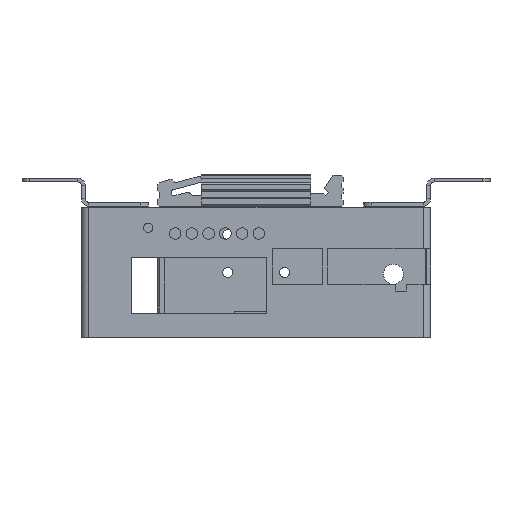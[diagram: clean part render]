
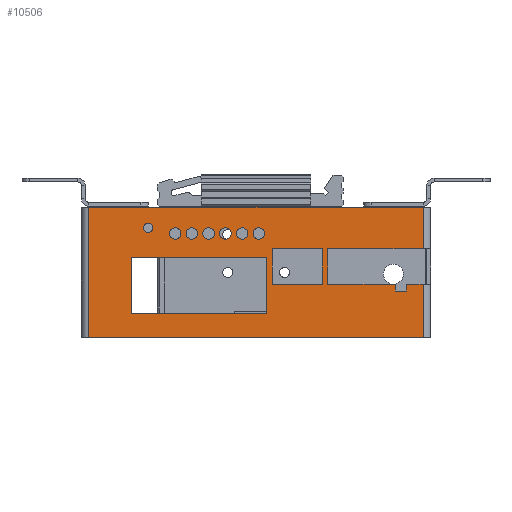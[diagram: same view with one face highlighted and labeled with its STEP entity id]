
A CAD part, front view. The second image highlights one B-rep face of the part: STEP entity #10506.
In plain terms, the highlighted planar face has unit normal (0, -1, 0).
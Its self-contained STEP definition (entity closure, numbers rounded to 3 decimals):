
#166=FACE_BOUND('',#1728,.T.);
#167=FACE_BOUND('',#1729,.T.);
#168=FACE_BOUND('',#1730,.T.);
#169=FACE_BOUND('',#1731,.T.);
#170=FACE_BOUND('',#1732,.T.);
#171=FACE_BOUND('',#1733,.T.);
#172=FACE_BOUND('',#1734,.T.);
#173=FACE_BOUND('',#1735,.T.);
#174=FACE_BOUND('',#1736,.T.);
#506=PLANE('',#11475);
#1062=FACE_OUTER_BOUND('',#1727,.T.);
#1727=EDGE_LOOP('',(#9420,#9421,#9422,#9423,#9424,#9425,#9426,#9427,#9428,
#9429,#9430,#9431));
#1728=EDGE_LOOP('',(#9432,#9433,#9434,#9435));
#1729=EDGE_LOOP('',(#9436,#9437,#9438,#9439));
#1730=EDGE_LOOP('',(#9440));
#1731=EDGE_LOOP('',(#9441));
#1732=EDGE_LOOP('',(#9442));
#1733=EDGE_LOOP('',(#9443));
#1734=EDGE_LOOP('',(#9444));
#1735=EDGE_LOOP('',(#9445));
#1736=EDGE_LOOP('',(#9446));
#2786=LINE('',#17216,#3882);
#2811=LINE('',#17275,#3907);
#2812=LINE('',#17276,#3908);
#2813=LINE('',#17278,#3909);
#2814=LINE('',#17280,#3910);
#2815=LINE('',#17282,#3911);
#2816=LINE('',#17284,#3912);
#2817=LINE('',#17286,#3913);
#2818=LINE('',#17288,#3914);
#2819=LINE('',#17290,#3915);
#2820=LINE('',#17292,#3916);
#2821=LINE('',#17293,#3917);
#2822=LINE('',#17296,#3918);
#2823=LINE('',#17298,#3919);
#2824=LINE('',#17300,#3920);
#2825=LINE('',#17301,#3921);
#2826=LINE('',#17304,#3922);
#2827=LINE('',#17306,#3923);
#2828=LINE('',#17308,#3924);
#2829=LINE('',#17309,#3925);
#3882=VECTOR('',#14214,1000.);
#3907=VECTOR('',#14255,1000.);
#3908=VECTOR('',#14256,1000.);
#3909=VECTOR('',#14257,1000.);
#3910=VECTOR('',#14258,1000.);
#3911=VECTOR('',#14259,1000.);
#3912=VECTOR('',#14260,1000.);
#3913=VECTOR('',#14261,1000.);
#3914=VECTOR('',#14262,1000.);
#3915=VECTOR('',#14263,1000.);
#3916=VECTOR('',#14264,1000.);
#3917=VECTOR('',#14265,1000.);
#3918=VECTOR('',#14266,1000.);
#3919=VECTOR('',#14267,1000.);
#3920=VECTOR('',#14268,1000.);
#3921=VECTOR('',#14269,1000.);
#3922=VECTOR('',#14270,1000.);
#3923=VECTOR('',#14271,1000.);
#3924=VECTOR('',#14272,1000.);
#3925=VECTOR('',#14273,1000.);
#4352=CIRCLE('',#11404,1.55);
#4354=CIRCLE('',#11407,1.55);
#4356=CIRCLE('',#11410,1.55);
#4358=CIRCLE('',#11413,1.55);
#4360=CIRCLE('',#11416,1.55);
#4362=CIRCLE('',#11419,1.55);
#4364=CIRCLE('',#11422,1.25);
#5211=VERTEX_POINT('',#17086);
#5213=VERTEX_POINT('',#17092);
#5215=VERTEX_POINT('',#17098);
#5217=VERTEX_POINT('',#17104);
#5219=VERTEX_POINT('',#17110);
#5221=VERTEX_POINT('',#17116);
#5223=VERTEX_POINT('',#17122);
#5252=VERTEX_POINT('',#17214);
#5253=VERTEX_POINT('',#17215);
#5278=VERTEX_POINT('',#17273);
#5279=VERTEX_POINT('',#17274);
#5280=VERTEX_POINT('',#17277);
#5281=VERTEX_POINT('',#17279);
#5282=VERTEX_POINT('',#17281);
#5283=VERTEX_POINT('',#17283);
#5284=VERTEX_POINT('',#17285);
#5285=VERTEX_POINT('',#17287);
#5286=VERTEX_POINT('',#17289);
#5287=VERTEX_POINT('',#17291);
#5288=VERTEX_POINT('',#17294);
#5289=VERTEX_POINT('',#17295);
#5290=VERTEX_POINT('',#17297);
#5291=VERTEX_POINT('',#17299);
#5292=VERTEX_POINT('',#17302);
#5293=VERTEX_POINT('',#17303);
#5294=VERTEX_POINT('',#17305);
#5295=VERTEX_POINT('',#17307);
#6596=EDGE_CURVE('',#5211,#5211,#4352,.T.);
#6599=EDGE_CURVE('',#5213,#5213,#4354,.T.);
#6602=EDGE_CURVE('',#5215,#5215,#4356,.T.);
#6605=EDGE_CURVE('',#5217,#5217,#4358,.T.);
#6608=EDGE_CURVE('',#5219,#5219,#4360,.T.);
#6611=EDGE_CURVE('',#5221,#5221,#4362,.T.);
#6614=EDGE_CURVE('',#5223,#5223,#4364,.T.);
#6659=EDGE_CURVE('',#5252,#5253,#2786,.T.);
#6688=EDGE_CURVE('',#5278,#5279,#2811,.T.);
#6689=EDGE_CURVE('',#5253,#5278,#2812,.T.);
#6690=EDGE_CURVE('',#5280,#5252,#2813,.T.);
#6691=EDGE_CURVE('',#5281,#5280,#2814,.T.);
#6692=EDGE_CURVE('',#5282,#5281,#2815,.T.);
#6693=EDGE_CURVE('',#5283,#5282,#2816,.T.);
#6694=EDGE_CURVE('',#5283,#5284,#2817,.T.);
#6695=EDGE_CURVE('',#5284,#5285,#2818,.T.);
#6696=EDGE_CURVE('',#5286,#5285,#2819,.T.);
#6697=EDGE_CURVE('',#5287,#5286,#2820,.T.);
#6698=EDGE_CURVE('',#5279,#5287,#2821,.T.);
#6699=EDGE_CURVE('',#5288,#5289,#2822,.T.);
#6700=EDGE_CURVE('',#5290,#5288,#2823,.T.);
#6701=EDGE_CURVE('',#5291,#5290,#2824,.T.);
#6702=EDGE_CURVE('',#5289,#5291,#2825,.T.);
#6703=EDGE_CURVE('',#5292,#5293,#2826,.T.);
#6704=EDGE_CURVE('',#5294,#5292,#2827,.T.);
#6705=EDGE_CURVE('',#5295,#5294,#2828,.T.);
#6706=EDGE_CURVE('',#5293,#5295,#2829,.T.);
#9420=ORIENTED_EDGE('',*,*,#6688,.F.);
#9421=ORIENTED_EDGE('',*,*,#6689,.F.);
#9422=ORIENTED_EDGE('',*,*,#6659,.F.);
#9423=ORIENTED_EDGE('',*,*,#6690,.F.);
#9424=ORIENTED_EDGE('',*,*,#6691,.F.);
#9425=ORIENTED_EDGE('',*,*,#6692,.F.);
#9426=ORIENTED_EDGE('',*,*,#6693,.F.);
#9427=ORIENTED_EDGE('',*,*,#6694,.T.);
#9428=ORIENTED_EDGE('',*,*,#6695,.T.);
#9429=ORIENTED_EDGE('',*,*,#6696,.F.);
#9430=ORIENTED_EDGE('',*,*,#6697,.F.);
#9431=ORIENTED_EDGE('',*,*,#6698,.F.);
#9432=ORIENTED_EDGE('',*,*,#6699,.F.);
#9433=ORIENTED_EDGE('',*,*,#6700,.F.);
#9434=ORIENTED_EDGE('',*,*,#6701,.F.);
#9435=ORIENTED_EDGE('',*,*,#6702,.F.);
#9436=ORIENTED_EDGE('',*,*,#6703,.F.);
#9437=ORIENTED_EDGE('',*,*,#6704,.F.);
#9438=ORIENTED_EDGE('',*,*,#6705,.F.);
#9439=ORIENTED_EDGE('',*,*,#6706,.F.);
#9440=ORIENTED_EDGE('',*,*,#6614,.F.);
#9441=ORIENTED_EDGE('',*,*,#6611,.F.);
#9442=ORIENTED_EDGE('',*,*,#6608,.F.);
#9443=ORIENTED_EDGE('',*,*,#6605,.F.);
#9444=ORIENTED_EDGE('',*,*,#6602,.F.);
#9445=ORIENTED_EDGE('',*,*,#6599,.F.);
#9446=ORIENTED_EDGE('',*,*,#6596,.F.);
#10506=ADVANCED_FACE('',(#1062,#166,#167,#168,#169,#170,#171,#172,#173,
#174),#506,.F.);
#11404=AXIS2_PLACEMENT_3D('',#17088,#14064,#14065);
#11407=AXIS2_PLACEMENT_3D('',#17094,#14071,#14072);
#11410=AXIS2_PLACEMENT_3D('',#17100,#14078,#14079);
#11413=AXIS2_PLACEMENT_3D('',#17106,#14085,#14086);
#11416=AXIS2_PLACEMENT_3D('',#17112,#14092,#14093);
#11419=AXIS2_PLACEMENT_3D('',#17118,#14099,#14100);
#11422=AXIS2_PLACEMENT_3D('',#17124,#14106,#14107);
#11475=AXIS2_PLACEMENT_3D('',#17272,#14253,#14254);
#14064=DIRECTION('center_axis',(0.,-1.,0.));
#14065=DIRECTION('ref_axis',(0.,0.,-1.));
#14071=DIRECTION('center_axis',(0.,-1.,0.));
#14072=DIRECTION('ref_axis',(0.,0.,-1.));
#14078=DIRECTION('center_axis',(0.,-1.,0.));
#14079=DIRECTION('ref_axis',(0.,0.,-1.));
#14085=DIRECTION('center_axis',(0.,-1.,0.));
#14086=DIRECTION('ref_axis',(0.,0.,-1.));
#14092=DIRECTION('center_axis',(0.,-1.,0.));
#14093=DIRECTION('ref_axis',(0.,0.,-1.));
#14099=DIRECTION('center_axis',(0.,-1.,0.));
#14100=DIRECTION('ref_axis',(0.,0.,-1.));
#14106=DIRECTION('center_axis',(0.,-1.,0.));
#14107=DIRECTION('ref_axis',(0.,0.,-1.));
#14214=DIRECTION('',(1.,0.,0.));
#14253=DIRECTION('center_axis',(0.,1.,0.));
#14254=DIRECTION('ref_axis',(0.,0.,1.));
#14255=DIRECTION('',(1.,0.,0.));
#14256=DIRECTION('',(0.,0.,-1.));
#14257=DIRECTION('',(0.,0.,-1.));
#14258=DIRECTION('',(-1.,0.,0.));
#14259=DIRECTION('',(0.,0.,-1.));
#14260=DIRECTION('',(1.,0.,0.));
#14261=DIRECTION('',(0.,0.,-1.));
#14262=DIRECTION('',(1.,0.,0.));
#14263=DIRECTION('',(0.,0.,-1.));
#14264=DIRECTION('',(1.,0.,0.));
#14265=DIRECTION('',(0.,0.,1.));
#14266=DIRECTION('',(1.,0.,0.));
#14267=DIRECTION('',(0.,0.,-1.));
#14268=DIRECTION('',(-1.,0.,0.));
#14269=DIRECTION('',(0.,0.,1.));
#14270=DIRECTION('',(1.,0.,0.));
#14271=DIRECTION('',(0.,0.,-1.));
#14272=DIRECTION('',(-1.,0.,0.));
#14273=DIRECTION('',(0.,0.,1.));
#17086=CARTESIAN_POINT('',(-73.354,0.,29.55));
#17088=CARTESIAN_POINT('Origin',(-73.354,0.,28.));
#17092=CARTESIAN_POINT('',(-77.854,0.,29.55));
#17094=CARTESIAN_POINT('Origin',(-77.854,0.,28.));
#17098=CARTESIAN_POINT('',(-82.354,0.,29.55));
#17100=CARTESIAN_POINT('Origin',(-82.354,0.,28.));
#17104=CARTESIAN_POINT('',(-86.854,0.,29.55));
#17106=CARTESIAN_POINT('Origin',(-86.854,0.,28.));
#17110=CARTESIAN_POINT('',(-91.354,0.,29.55));
#17112=CARTESIAN_POINT('Origin',(-91.354,0.,28.));
#17116=CARTESIAN_POINT('',(-95.854,0.,29.55));
#17118=CARTESIAN_POINT('Origin',(-95.854,0.,28.));
#17122=CARTESIAN_POINT('',(-103.104,0.,30.75));
#17124=CARTESIAN_POINT('Origin',(-103.104,0.,29.5));
#17214=CARTESIAN_POINT('',(-54.804,0.,14.3));
#17215=CARTESIAN_POINT('',(-36.604,0.,14.3));
#17216=CARTESIAN_POINT('',(-54.804,0.,14.3));
#17272=CARTESIAN_POINT('Origin',(-121.104,0.,35.));
#17273=CARTESIAN_POINT('',(-36.604,0.,12.5));
#17274=CARTESIAN_POINT('',(-33.604,0.,12.5));
#17275=CARTESIAN_POINT('',(-33.604,0.,12.5));
#17276=CARTESIAN_POINT('',(-36.604,0.,14.3));
#17277=CARTESIAN_POINT('',(-54.804,0.,23.9));
#17278=CARTESIAN_POINT('',(-54.804,0.,23.9));
#17279=CARTESIAN_POINT('',(-29.104,0.,23.9));
#17280=CARTESIAN_POINT('',(-54.804,0.,23.9));
#17281=CARTESIAN_POINT('',(-29.104,0.,35.));
#17282=CARTESIAN_POINT('',(-29.104,0.,35.));
#17283=CARTESIAN_POINT('',(-119.104,0.,35.));
#17284=CARTESIAN_POINT('',(-121.104,0.,35.));
#17285=CARTESIAN_POINT('',(-119.104,0.,0.));
#17286=CARTESIAN_POINT('',(-119.104,0.,35.));
#17287=CARTESIAN_POINT('',(-29.104,0.,0.));
#17288=CARTESIAN_POINT('',(-121.104,0.,0.));
#17289=CARTESIAN_POINT('',(-29.104,0.,14.3));
#17290=CARTESIAN_POINT('',(-29.104,0.,35.));
#17291=CARTESIAN_POINT('',(-33.604,0.,14.3));
#17292=CARTESIAN_POINT('',(-54.804,0.,14.3));
#17293=CARTESIAN_POINT('',(-33.604,0.,14.3));
#17294=CARTESIAN_POINT('',(-107.734,0.,6.4));
#17295=CARTESIAN_POINT('',(-71.274,0.,6.4));
#17296=CARTESIAN_POINT('',(-107.734,0.,6.4));
#17297=CARTESIAN_POINT('',(-107.734,0.,21.6));
#17298=CARTESIAN_POINT('',(-107.734,0.,21.6));
#17299=CARTESIAN_POINT('',(-71.274,0.,21.6));
#17300=CARTESIAN_POINT('',(-107.734,0.,21.6));
#17301=CARTESIAN_POINT('',(-71.274,0.,21.6));
#17302=CARTESIAN_POINT('',(-69.704,0.,14.3));
#17303=CARTESIAN_POINT('',(-56.204,0.,14.3));
#17304=CARTESIAN_POINT('',(-69.704,0.,14.3));
#17305=CARTESIAN_POINT('',(-69.704,0.,23.9));
#17306=CARTESIAN_POINT('',(-69.704,0.,23.9));
#17307=CARTESIAN_POINT('',(-56.204,0.,23.9));
#17308=CARTESIAN_POINT('',(-69.704,0.,23.9));
#17309=CARTESIAN_POINT('',(-56.204,0.,23.9));
